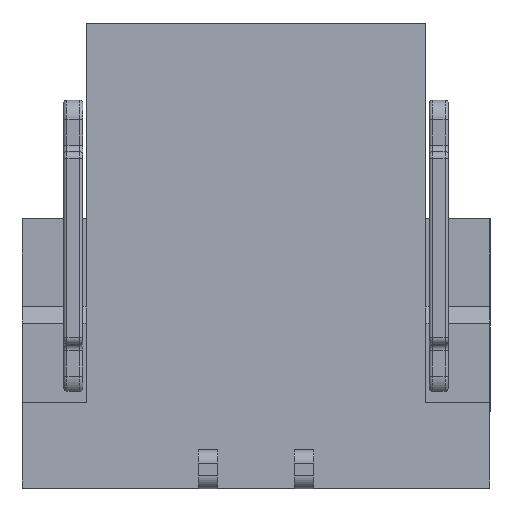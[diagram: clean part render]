
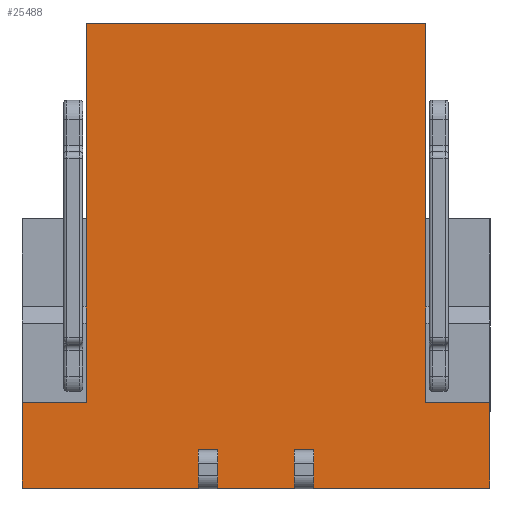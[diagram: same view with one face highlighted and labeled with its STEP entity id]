
A CAD part, front view. The second image highlights one B-rep face of the part: STEP entity #25488.
In plain terms, the highlighted planar face has unit normal (0, -1, 0).
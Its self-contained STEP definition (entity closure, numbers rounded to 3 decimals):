
#76 = ORIENTED_EDGE ( 'NONE', *, *, #14533, .F. ) ;
#181 = EDGE_CURVE ( 'NONE', #23837, #866, #12879, .T. ) ;
#203 = EDGE_CURVE ( 'NONE', #2721, #26356, #15556, .T. ) ;
#730 = ORIENTED_EDGE ( 'NONE', *, *, #3027, .F. ) ;
#866 = VERTEX_POINT ( 'NONE', #4829 ) ;
#949 = DIRECTION ( 'NONE',  ( -1., 0., 0. ) ) ;
#1360 = DIRECTION ( 'NONE',  ( -1., 0., 0. ) ) ;
#1868 = CARTESIAN_POINT ( 'NONE',  ( -2.9, 0.01, -3.625 ) ) ;
#2178 = CARTESIAN_POINT ( 'NONE',  ( 1.65, 0.01, 0. ) ) ;
#2210 = CARTESIAN_POINT ( 'NONE',  ( -1.9, 0.01, -2.286 ) ) ;
#2392 = CARTESIAN_POINT ( 'NONE',  ( 3.4, 0.01, -2.286 ) ) ;
#2572 = CARTESIAN_POINT ( 'NONE',  ( -1.9, 0.01, -2.286 ) ) ;
#2684 = VECTOR ( 'NONE', #15718, 1000. ) ;
#2716 = DIRECTION ( 'NONE',  ( -1., 0., 0. ) ) ;
#2721 = VERTEX_POINT ( 'NONE', #2210 ) ;
#2773 = VERTEX_POINT ( 'NONE', #22151 ) ;
#2786 = CARTESIAN_POINT ( 'NONE',  ( 0.15, 0.01, -3.029 ) ) ;
#2818 = EDGE_CURVE ( 'NONE', #11357, #3364, #9018, .T. ) ;
#3027 = EDGE_CURVE ( 'NONE', #2773, #16094, #19804, .T. ) ;
#3364 = VERTEX_POINT ( 'NONE', #15413 ) ;
#3422 = ORIENTED_EDGE ( 'NONE', *, *, #5314, .T. ) ;
#3635 = CARTESIAN_POINT ( 'NONE',  ( -0.15, 0.01, -3.029 ) ) ;
#3671 = FACE_OUTER_BOUND ( 'NONE', #22709, .T. ) ;
#3745 = ORIENTED_EDGE ( 'NONE', *, *, #11716, .F. ) ;
#4829 = CARTESIAN_POINT ( 'NONE',  ( -2.9, 0.01, -3.625 ) ) ;
#4847 = VERTEX_POINT ( 'NONE', #3635 ) ;
#5016 = VERTEX_POINT ( 'NONE', #21789 ) ;
#5258 = CARTESIAN_POINT ( 'NONE',  ( 3.4, 0.01, 3.625 ) ) ;
#5314 = EDGE_CURVE ( 'NONE', #2773, #27633, #24947, .T. ) ;
#5358 = EDGE_CURVE ( 'NONE', #23837, #4847, #10332, .T. ) ;
#5595 = DIRECTION ( 'NONE',  ( 0., 0., 1. ) ) ;
#5611 = ORIENTED_EDGE ( 'NONE', *, *, #7442, .F. ) ;
#5915 = CARTESIAN_POINT ( 'NONE',  ( 1.35, 0.01, -3.625 ) ) ;
#5931 = VERTEX_POINT ( 'NONE', #6448 ) ;
#6040 = VERTEX_POINT ( 'NONE', #9619 ) ;
#6372 = DIRECTION ( 'NONE',  ( 1., 0., 0. ) ) ;
#6448 = CARTESIAN_POINT ( 'NONE',  ( 0.15, 0.01, -3.625 ) ) ;
#6582 = DIRECTION ( 'NONE',  ( 0., 0., 1. ) ) ;
#7085 = LINE ( 'NONE', #23116, #25652 ) ;
#7442 = EDGE_CURVE ( 'NONE', #5016, #27633, #26320, .T. ) ;
#7491 = ORIENTED_EDGE ( 'NONE', *, *, #19265, .T. ) ;
#7979 = DIRECTION ( 'NONE',  ( 0., 0., 1. ) ) ;
#8017 = LINE ( 'NONE', #16953, #13125 ) ;
#8229 = EDGE_CURVE ( 'NONE', #3364, #6040, #7085, .T. ) ;
#8663 = VERTEX_POINT ( 'NONE', #17668 ) ;
#8667 = CARTESIAN_POINT ( 'NONE',  ( -2.9, 0.01, 3.625 ) ) ;
#9018 = LINE ( 'NONE', #17946, #14476 ) ;
#9292 = CARTESIAN_POINT ( 'NONE',  ( -1.9, 0.01, -2.286 ) ) ;
#9458 = ORIENTED_EDGE ( 'NONE', *, *, #16507, .F. ) ;
#9619 = CARTESIAN_POINT ( 'NONE',  ( 1.65, 0.01, -3.029 ) ) ;
#9970 = CARTESIAN_POINT ( 'NONE',  ( 1.65, 0.01, -3.625 ) ) ;
#10141 = ORIENTED_EDGE ( 'NONE', *, *, #5358, .T. ) ;
#10272 = ORIENTED_EDGE ( 'NONE', *, *, #8229, .T. ) ;
#10303 = CARTESIAN_POINT ( 'NONE',  ( -2.9, 0.01, -2.286 ) ) ;
#10332 = LINE ( 'NONE', #16669, #14615 ) ;
#10368 = DIRECTION ( 'NONE',  ( 0., 0., -1. ) ) ;
#10489 = LINE ( 'NONE', #16845, #23430 ) ;
#11220 = EDGE_CURVE ( 'NONE', #20698, #6040, #19801, .T. ) ;
#11320 = DIRECTION ( 'NONE',  ( 0., 0., 1. ) ) ;
#11357 = VERTEX_POINT ( 'NONE', #5915 ) ;
#11716 = EDGE_CURVE ( 'NONE', #11357, #5931, #22320, .T. ) ;
#11777 = VECTOR ( 'NONE', #15519, 1000. ) ;
#11967 = CARTESIAN_POINT ( 'NONE',  ( 4.4, 0.01, -2.286 ) ) ;
#12389 = LINE ( 'NONE', #21286, #13024 ) ;
#12451 = VECTOR ( 'NONE', #949, 1000. ) ;
#12879 = LINE ( 'NONE', #1868, #15350 ) ;
#13024 = VECTOR ( 'NONE', #1360, 1000. ) ;
#13032 = VECTOR ( 'NONE', #13210, 1000. ) ;
#13125 = VECTOR ( 'NONE', #21152, 1000. ) ;
#13210 = DIRECTION ( 'NONE',  ( 1., 0., 0. ) ) ;
#14127 = ORIENTED_EDGE ( 'NONE', *, *, #14757, .F. ) ;
#14355 = ORIENTED_EDGE ( 'NONE', *, *, #2818, .T. ) ;
#14476 = VECTOR ( 'NONE', #26799, 1000. ) ;
#14533 = EDGE_CURVE ( 'NONE', #2721, #5016, #18394, .T. ) ;
#14615 = VECTOR ( 'NONE', #25533, 1000. ) ;
#14667 = CARTESIAN_POINT ( 'NONE',  ( 4.4, 0.01, -3.625 ) ) ;
#14757 = EDGE_CURVE ( 'NONE', #866, #26356, #24259, .T. ) ;
#14826 = VECTOR ( 'NONE', #7979, 1000. ) ;
#15350 = VECTOR ( 'NONE', #25759, 1000. ) ;
#15413 = CARTESIAN_POINT ( 'NONE',  ( 1.35, 0.01, -3.029 ) ) ;
#15519 = DIRECTION ( 'NONE',  ( 0., 0., 1. ) ) ;
#15556 = LINE ( 'NONE', #2572, #17684 ) ;
#15718 = DIRECTION ( 'NONE',  ( 0., 0., 1. ) ) ;
#15994 = DIRECTION ( 'NONE',  ( 1., 0., 0. ) ) ;
#16064 = PLANE ( 'NONE',  #17282 ) ;
#16094 = VERTEX_POINT ( 'NONE', #11967 ) ;
#16507 = EDGE_CURVE ( 'NONE', #8663, #20698, #12389, .T. ) ;
#16669 = CARTESIAN_POINT ( 'NONE',  ( -0.15, 0.01, 0. ) ) ;
#16845 = CARTESIAN_POINT ( 'NONE',  ( 0.15, 0.01, 0. ) ) ;
#16953 = CARTESIAN_POINT ( 'NONE',  ( -0.15, 0.01, -3.029 ) ) ;
#17282 = AXIS2_PLACEMENT_3D ( 'NONE', #24344, #17816, #6582 ) ;
#17668 = CARTESIAN_POINT ( 'NONE',  ( 4.4, 0.01, -3.625 ) ) ;
#17684 = VECTOR ( 'NONE', #2716, 1000. ) ;
#17794 = CARTESIAN_POINT ( 'NONE',  ( -0.15, 0.01, -3.625 ) ) ;
#17809 = VECTOR ( 'NONE', #10368, 1000. ) ;
#17816 = DIRECTION ( 'NONE',  ( 0., 1., 0. ) ) ;
#17946 = CARTESIAN_POINT ( 'NONE',  ( 1.35, 0.01, 0. ) ) ;
#18056 = CARTESIAN_POINT ( 'NONE',  ( 3.4, 0.01, -2.286 ) ) ;
#18227 = VECTOR ( 'NONE', #6372, 1000. ) ;
#18394 = LINE ( 'NONE', #9292, #20416 ) ;
#19265 = EDGE_CURVE ( 'NONE', #4847, #20094, #8017, .T. ) ;
#19642 = EDGE_CURVE ( 'NONE', #5931, #20094, #10489, .T. ) ;
#19801 = LINE ( 'NONE', #2178, #2684 ) ;
#19804 = LINE ( 'NONE', #18056, #18227 ) ;
#20094 = VERTEX_POINT ( 'NONE', #2786 ) ;
#20164 = ORIENTED_EDGE ( 'NONE', *, *, #26230, .F. ) ;
#20416 = VECTOR ( 'NONE', #11320, 1000. ) ;
#20422 = CARTESIAN_POINT ( 'NONE',  ( -2.9, 0.01, -3.625 ) ) ;
#20698 = VERTEX_POINT ( 'NONE', #9970 ) ;
#20866 = ORIENTED_EDGE ( 'NONE', *, *, #203, .T. ) ;
#21152 = DIRECTION ( 'NONE',  ( 1., 0., 0. ) ) ;
#21211 = LINE ( 'NONE', #14667, #17809 ) ;
#21286 = CARTESIAN_POINT ( 'NONE',  ( -2.9, 0.01, -3.625 ) ) ;
#21789 = CARTESIAN_POINT ( 'NONE',  ( -1.9, 0.01, 3.625 ) ) ;
#22151 = CARTESIAN_POINT ( 'NONE',  ( 3.4, 0.01, -2.286 ) ) ;
#22320 = LINE ( 'NONE', #20422, #12451 ) ;
#22709 = EDGE_LOOP ( 'NONE', ( #3745, #14355, #10272, #26341, #9458, #20164, #730, #3422, #5611, #76, #20866, #14127, #27086, #10141, #7491, #26036 ) ) ;
#23116 = CARTESIAN_POINT ( 'NONE',  ( 1.35, 0.01, -3.029 ) ) ;
#23430 = VECTOR ( 'NONE', #5595, 1000. ) ;
#23585 = CARTESIAN_POINT ( 'NONE',  ( -2.9, 0.01, -3.625 ) ) ;
#23837 = VERTEX_POINT ( 'NONE', #17794 ) ;
#24259 = LINE ( 'NONE', #23585, #14826 ) ;
#24344 = CARTESIAN_POINT ( 'NONE',  ( 0., 0.01, 0. ) ) ;
#24947 = LINE ( 'NONE', #2392, #11777 ) ;
#25488 = ADVANCED_FACE ( 'NONE', ( #3671 ), #16064, .F. ) ;
#25533 = DIRECTION ( 'NONE',  ( 0., 0., 1. ) ) ;
#25652 = VECTOR ( 'NONE', #15994, 1000. ) ;
#25759 = DIRECTION ( 'NONE',  ( -1., 0., 0. ) ) ;
#26036 = ORIENTED_EDGE ( 'NONE', *, *, #19642, .F. ) ;
#26230 = EDGE_CURVE ( 'NONE', #16094, #8663, #21211, .T. ) ;
#26320 = LINE ( 'NONE', #8667, #13032 ) ;
#26341 = ORIENTED_EDGE ( 'NONE', *, *, #11220, .F. ) ;
#26356 = VERTEX_POINT ( 'NONE', #10303 ) ;
#26799 = DIRECTION ( 'NONE',  ( 0., 0., 1. ) ) ;
#27086 = ORIENTED_EDGE ( 'NONE', *, *, #181, .F. ) ;
#27633 = VERTEX_POINT ( 'NONE', #5258 ) ;
